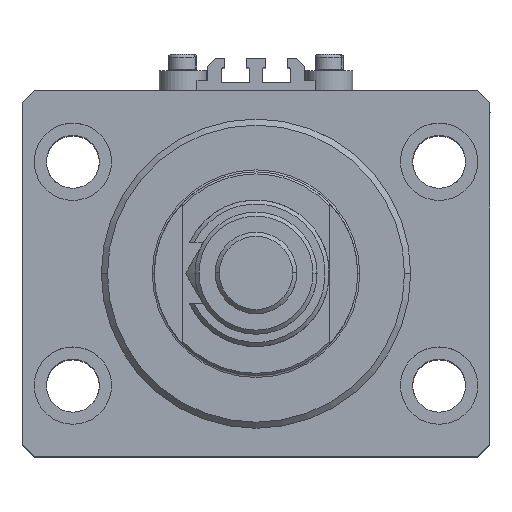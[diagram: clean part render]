
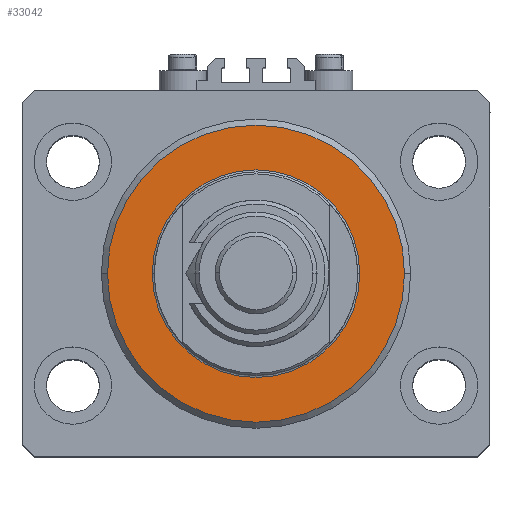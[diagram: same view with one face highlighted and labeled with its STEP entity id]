
A CAD part, top view. The second image highlights one B-rep face of the part: STEP entity #33042.
In plain terms, the highlighted face is planar.
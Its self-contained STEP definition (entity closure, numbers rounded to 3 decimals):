
#450 = DIRECTION ( 'NONE',  ( 1., 0., 0. ) ) ;
#2769 = DIRECTION ( 'NONE',  ( 0., 0., 1. ) ) ;
#4986 = DIRECTION ( 'NONE',  ( 1., 0., 0. ) ) ;
#5091 = VERTEX_POINT ( 'NONE', #29259 ) ;
#7163 = CARTESIAN_POINT ( 'NONE',  ( -36.5, 0., 0. ) ) ;
#8042 = VERTEX_POINT ( 'NONE', #26598 ) ;
#8536 = EDGE_LOOP ( 'NONE', ( #11867, #15296 ) ) ;
#10113 = AXIS2_PLACEMENT_3D ( 'NONE', #15960, #32880, #4986 ) ;
#10718 = AXIS2_PLACEMENT_3D ( 'NONE', #26518, #2769, #37992 ) ;
#11777 = CARTESIAN_POINT ( 'NONE',  ( 0., 0., 0. ) ) ;
#11867 = ORIENTED_EDGE ( 'NONE', *, *, #37987, .T. ) ;
#12200 = DIRECTION ( 'NONE',  ( 0., 0., 1. ) ) ;
#13285 = AXIS2_PLACEMENT_3D ( 'NONE', #44877, #25079, #30530 ) ;
#14262 = EDGE_LOOP ( 'NONE', ( #44182, #45260 ) ) ;
#15296 = ORIENTED_EDGE ( 'NONE', *, *, #41562, .T. ) ;
#15960 = CARTESIAN_POINT ( 'NONE',  ( 0., 0., 0. ) ) ;
#16123 = VERTEX_POINT ( 'NONE', #7163 ) ;
#18407 = CIRCLE ( 'NONE', #10113, 36.5 ) ;
#18433 = FACE_BOUND ( 'NONE', #14262, .T. ) ;
#19054 = AXIS2_PLACEMENT_3D ( 'NONE', #20026, #12200, #450 ) ;
#20026 = CARTESIAN_POINT ( 'NONE',  ( 0., 0., 0. ) ) ;
#20804 = EDGE_CURVE ( 'NONE', #26245, #5091, #40037, .T. ) ;
#22856 = FACE_OUTER_BOUND ( 'NONE', #8536, .T. ) ;
#25079 = DIRECTION ( 'NONE',  ( 0., 0., -1. ) ) ;
#26245 = VERTEX_POINT ( 'NONE', #33108 ) ;
#26518 = CARTESIAN_POINT ( 'NONE',  ( 0., 0., 0. ) ) ;
#26598 = CARTESIAN_POINT ( 'NONE',  ( 36.5, 0., 0. ) ) ;
#29259 = CARTESIAN_POINT ( 'NONE',  ( 25.5, 0., 0. ) ) ;
#30530 = DIRECTION ( 'NONE',  ( 1., 0., 0. ) ) ;
#31586 = CIRCLE ( 'NONE', #13285, 36.5 ) ;
#32880 = DIRECTION ( 'NONE',  ( 0., 0., -1. ) ) ;
#33042 = ADVANCED_FACE ( 'NONE', ( #18433, #22856 ), #38499, .F. ) ;
#33108 = CARTESIAN_POINT ( 'NONE',  ( -25.5, 0., 0. ) ) ;
#34904 = CIRCLE ( 'NONE', #19054, 25.5 ) ;
#36674 = EDGE_CURVE ( 'NONE', #5091, #26245, #34904, .T. ) ;
#37564 = AXIS2_PLACEMENT_3D ( 'NONE', #11777, #38638, #47213 ) ;
#37987 = EDGE_CURVE ( 'NONE', #8042, #16123, #31586, .T. ) ;
#37992 = DIRECTION ( 'NONE',  ( 1., 0., 0. ) ) ;
#38499 = PLANE ( 'NONE',  #10718 ) ;
#38638 = DIRECTION ( 'NONE',  ( 0., 0., 1. ) ) ;
#40037 = CIRCLE ( 'NONE', #37564, 25.5 ) ;
#41562 = EDGE_CURVE ( 'NONE', #16123, #8042, #18407, .T. ) ;
#44182 = ORIENTED_EDGE ( 'NONE', *, *, #36674, .T. ) ;
#44877 = CARTESIAN_POINT ( 'NONE',  ( 0., 0., 0. ) ) ;
#45260 = ORIENTED_EDGE ( 'NONE', *, *, #20804, .T. ) ;
#47213 = DIRECTION ( 'NONE',  ( 1., 0., 0. ) ) ;
